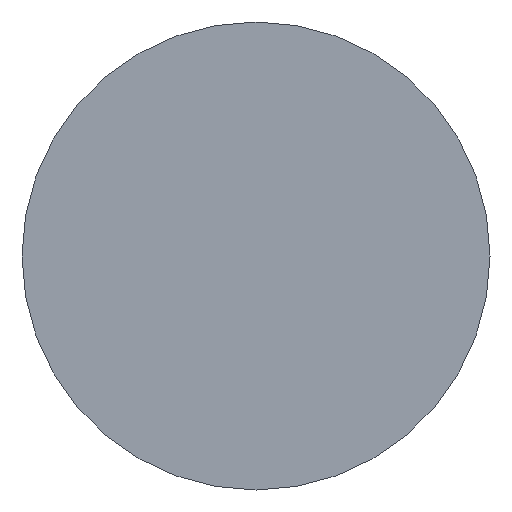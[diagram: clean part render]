
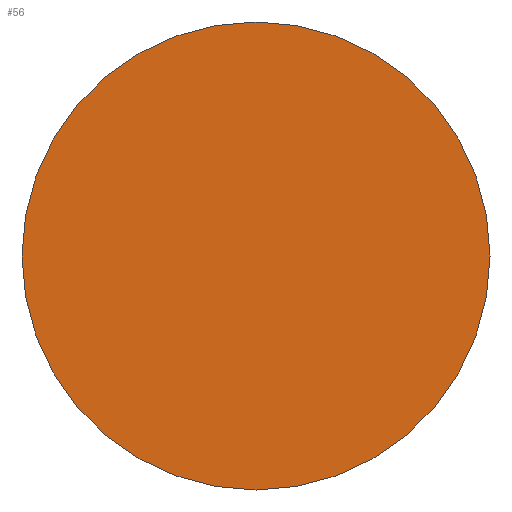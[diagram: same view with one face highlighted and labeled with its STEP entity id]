
A CAD part, left-side view. The second image highlights one B-rep face of the part: STEP entity #56.
In plain terms, the highlighted planar face has unit normal (-1, 0, 0).
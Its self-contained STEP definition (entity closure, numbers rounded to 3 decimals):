
#4 = VERTEX_POINT ( 'NONE', #17 ) ;
#9 = FACE_OUTER_BOUND ( 'NONE', #20, .T. ) ;
#16 = CARTESIAN_POINT ( 'NONE',  ( 259.724, 83.643, 0. ) ) ;
#17 = CARTESIAN_POINT ( 'NONE',  ( 259.724, 83.643, -6.35 ) ) ;
#20 = EDGE_LOOP ( 'NONE', ( #120, #99 ) ) ;
#32 = DIRECTION ( 'NONE',  ( -1., 0., 0. ) ) ;
#33 = DIRECTION ( 'NONE',  ( 0., 0., 1. ) ) ;
#52 = CARTESIAN_POINT ( 'NONE',  ( 259.724, 83.643, 0. ) ) ;
#56 = ADVANCED_FACE ( 'NONE', ( #9 ), #116, .F. ) ;
#58 = CIRCLE ( 'NONE', #97, 6.35 ) ;
#62 = CARTESIAN_POINT ( 'NONE',  ( 259.724, 83.643, 0. ) ) ;
#65 = CIRCLE ( 'NONE', #124, 6.35 ) ;
#70 = EDGE_CURVE ( 'NONE', #4, #137, #58, .T. ) ;
#73 = DIRECTION ( 'NONE',  ( 1., 0., 0. ) ) ;
#77 = DIRECTION ( 'NONE',  ( -1., 0., 0. ) ) ;
#83 = EDGE_CURVE ( 'NONE', #137, #4, #65, .T. ) ;
#85 = DIRECTION ( 'NONE',  ( 0., 0., -1. ) ) ;
#90 = AXIS2_PLACEMENT_3D ( 'NONE', #16, #73, #85 ) ;
#97 = AXIS2_PLACEMENT_3D ( 'NONE', #62, #32, #33 ) ;
#99 = ORIENTED_EDGE ( 'NONE', *, *, #70, .T. ) ;
#116 = PLANE ( 'NONE',  #90 ) ;
#120 = ORIENTED_EDGE ( 'NONE', *, *, #83, .T. ) ;
#122 = CARTESIAN_POINT ( 'NONE',  ( 259.724, 83.643, 6.35 ) ) ;
#124 = AXIS2_PLACEMENT_3D ( 'NONE', #52, #77, #128 ) ;
#128 = DIRECTION ( 'NONE',  ( 0., 0., 1. ) ) ;
#137 = VERTEX_POINT ( 'NONE', #122 ) ;
